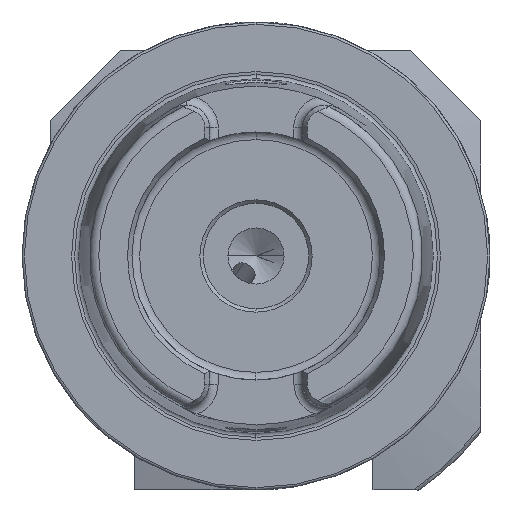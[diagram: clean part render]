
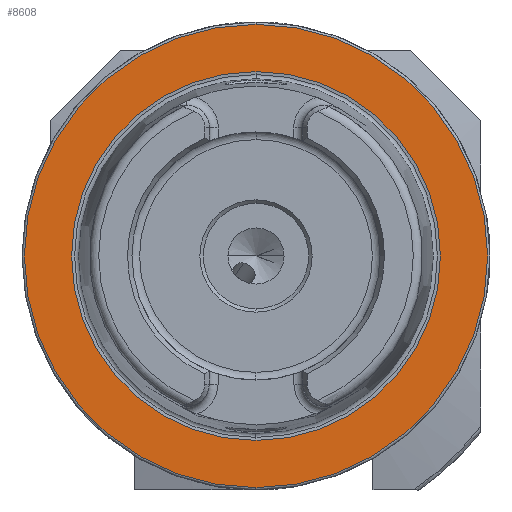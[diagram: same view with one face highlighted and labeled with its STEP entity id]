
A CAD part, left-side view. The second image highlights one B-rep face of the part: STEP entity #8608.
In plain terms, the highlighted planar face has unit normal (-1, 0, 0).
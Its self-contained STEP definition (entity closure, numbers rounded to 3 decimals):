
#602 = CARTESIAN_POINT ( 'NONE',  ( 0., 0., 0. ) ) ;
#603 = DIRECTION ( 'NONE',  ( -1., 0., 0. ) ) ;
#604 = DIRECTION ( 'NONE',  ( 0., 0., 1. ) ) ;
#810 = DIRECTION ( 'NONE',  ( -1., 0., 0. ) ) ;
#817 = DIRECTION ( 'NONE',  ( 0., 0., 1. ) ) ;
#828 = CARTESIAN_POINT ( 'NONE',  ( 0., 0., 0. ) ) ;
#1660 = CIRCLE ( 'NONE', #2468, 39.405 ) ;
#2069 = EDGE_CURVE ( 'NONE', #5764, #5742, #1660, .T. ) ;
#2187 = FACE_BOUND ( 'NONE', #3202, .T. ) ;
#2373 = FACE_OUTER_BOUND ( 'NONE', #5854, .T. ) ;
#2468 = AXIS2_PLACEMENT_3D ( 'NONE', #828, #810, #817 ) ;
#2656 = AXIS2_PLACEMENT_3D ( 'NONE', #602, #603, #604 ) ;
#2743 = AXIS2_PLACEMENT_3D ( 'NONE', #3290, #3291, #3292 ) ;
#2776 = AXIS2_PLACEMENT_3D ( 'NONE', #9196, #9197, #9198 ) ;
#3202 = EDGE_LOOP ( 'NONE', ( #6231, #6068 ) ) ;
#3290 = CARTESIAN_POINT ( 'NONE',  ( 0., 0., 0. ) ) ;
#3291 = DIRECTION ( 'NONE',  ( -1., 0., 0. ) ) ;
#3292 = DIRECTION ( 'NONE',  ( 0., 0., 1. ) ) ;
#3510 = CARTESIAN_POINT ( 'NONE',  ( 0., 0., 49.5 ) ) ;
#3558 = CARTESIAN_POINT ( 'NONE',  ( 0., 0., 39.405 ) ) ;
#3565 = CARTESIAN_POINT ( 'NONE',  ( 0., 0., -49.5 ) ) ;
#3577 = CARTESIAN_POINT ( 'NONE',  ( 0., 0., -39.405 ) ) ;
#3794 = AXIS2_PLACEMENT_3D ( 'NONE', #6852, #6862, #6863 ) ;
#4911 = EDGE_CURVE ( 'NONE', #5687, #5750, #7745, .T. ) ;
#5081 = CIRCLE ( 'NONE', #2743, 39.405 ) ;
#5144 = EDGE_CURVE ( 'NONE', #5742, #5764, #5081, .T. ) ;
#5276 = CIRCLE ( 'NONE', #2776, 49.5 ) ;
#5687 = VERTEX_POINT ( 'NONE', #3510 ) ;
#5742 = VERTEX_POINT ( 'NONE', #3558 ) ;
#5750 = VERTEX_POINT ( 'NONE', #3565 ) ;
#5764 = VERTEX_POINT ( 'NONE', #3577 ) ;
#5854 = EDGE_LOOP ( 'NONE', ( #6029, #6179 ) ) ;
#6029 = ORIENTED_EDGE ( 'NONE', *, *, #4911, .T. ) ;
#6068 = ORIENTED_EDGE ( 'NONE', *, *, #2069, .F. ) ;
#6179 = ORIENTED_EDGE ( 'NONE', *, *, #7554, .T. ) ;
#6231 = ORIENTED_EDGE ( 'NONE', *, *, #5144, .F. ) ;
#6852 = CARTESIAN_POINT ( 'NONE',  ( 0., 49.5, 0. ) ) ;
#6860 = PLANE ( 'NONE',  #3794 ) ;
#6862 = DIRECTION ( 'NONE',  ( 1., 0., 0. ) ) ;
#6863 = DIRECTION ( 'NONE',  ( 0., 0., -1. ) ) ;
#7554 = EDGE_CURVE ( 'NONE', #5750, #5687, #5276, .T. ) ;
#7745 = CIRCLE ( 'NONE', #2656, 49.5 ) ;
#8608 = ADVANCED_FACE ( 'NONE', ( #2187, #2373 ), #6860, .F. ) ;
#9196 = CARTESIAN_POINT ( 'NONE',  ( 0., 0., 0. ) ) ;
#9197 = DIRECTION ( 'NONE',  ( -1., 0., 0. ) ) ;
#9198 = DIRECTION ( 'NONE',  ( 0., 0., 1. ) ) ;
